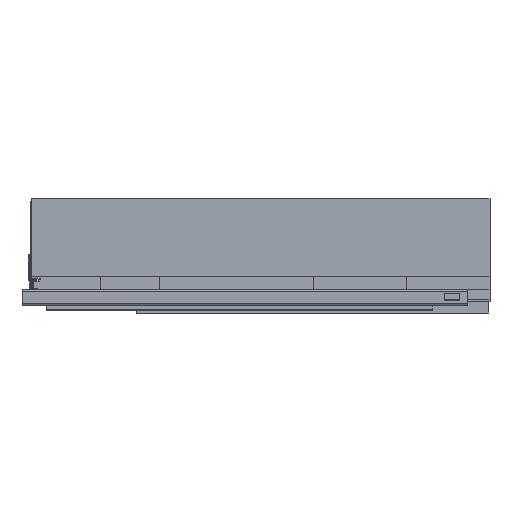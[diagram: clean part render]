
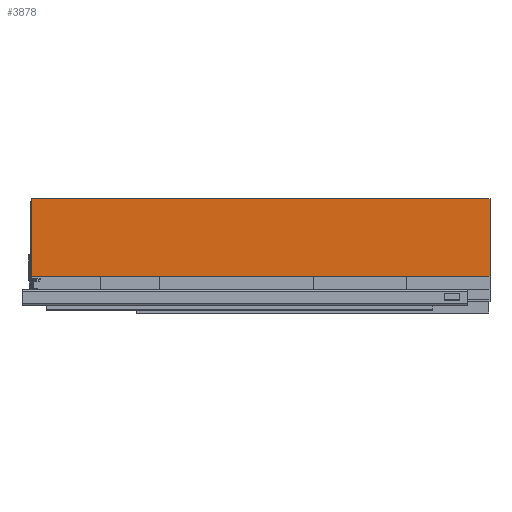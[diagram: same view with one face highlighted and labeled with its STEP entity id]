
A CAD part, top view. The second image highlights one B-rep face of the part: STEP entity #3878.
In plain terms, the highlighted planar face has unit normal (0, 0, 1).
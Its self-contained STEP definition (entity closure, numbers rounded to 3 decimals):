
#186 = LINE ( 'NONE', #9529, #4642 ) ;
#403 = VERTEX_POINT ( 'NONE', #2698 ) ;
#419 = LINE ( 'NONE', #1292, #4843 ) ;
#1203 = CARTESIAN_POINT ( 'NONE',  ( 0., 121., 13.5 ) ) ;
#1292 = CARTESIAN_POINT ( 'NONE',  ( -540., 121., 13.5 ) ) ;
#1495 = EDGE_CURVE ( 'NONE', #7470, #403, #5964, .T. ) ;
#1940 = CARTESIAN_POINT ( 'NONE',  ( 0., 121., 13.5 ) ) ;
#2301 = EDGE_CURVE ( 'NONE', #9865, #7470, #419, .T. ) ;
#2381 = EDGE_LOOP ( 'NONE', ( #3075, #9615, #4759, #8412 ) ) ;
#2453 = DIRECTION ( 'NONE',  ( 1., 0., 0. ) ) ;
#2698 = CARTESIAN_POINT ( 'NONE',  ( 0., 30., 13.5 ) ) ;
#3035 = CARTESIAN_POINT ( 'NONE',  ( -540., 121., 13.5 ) ) ;
#3075 = ORIENTED_EDGE ( 'NONE', *, *, #1495, .F. ) ;
#3579 = EDGE_CURVE ( 'NONE', #9865, #5364, #5581, .T. ) ;
#3878 = ADVANCED_FACE ( 'NONE', ( #6270 ), #4050, .T. ) ;
#4050 = PLANE ( 'NONE',  #7710 ) ;
#4642 = VECTOR ( 'NONE', #2453, 1000. ) ;
#4718 = DIRECTION ( 'NONE',  ( 0., 0., 1. ) ) ;
#4759 = ORIENTED_EDGE ( 'NONE', *, *, #3579, .T. ) ;
#4843 = VECTOR ( 'NONE', #8476, 1000. ) ;
#5364 = VERTEX_POINT ( 'NONE', #9926 ) ;
#5496 = CARTESIAN_POINT ( 'NONE',  ( -540., 121., 13.5 ) ) ;
#5581 = LINE ( 'NONE', #10184, #10175 ) ;
#5964 = LINE ( 'NONE', #1203, #6540 ) ;
#6270 = FACE_OUTER_BOUND ( 'NONE', #2381, .T. ) ;
#6540 = VECTOR ( 'NONE', #8330, 1000. ) ;
#7470 = VERTEX_POINT ( 'NONE', #1940 ) ;
#7710 = AXIS2_PLACEMENT_3D ( 'NONE', #5496, #4718, #10193 ) ;
#7904 = DIRECTION ( 'NONE',  ( 0., -1., 0. ) ) ;
#8330 = DIRECTION ( 'NONE',  ( 0., -1., 0. ) ) ;
#8412 = ORIENTED_EDGE ( 'NONE', *, *, #8772, .T. ) ;
#8476 = DIRECTION ( 'NONE',  ( 1., 0., 0. ) ) ;
#8772 = EDGE_CURVE ( 'NONE', #5364, #403, #186, .T. ) ;
#9529 = CARTESIAN_POINT ( 'NONE',  ( -540., 30., 13.5 ) ) ;
#9615 = ORIENTED_EDGE ( 'NONE', *, *, #2301, .F. ) ;
#9865 = VERTEX_POINT ( 'NONE', #3035 ) ;
#9926 = CARTESIAN_POINT ( 'NONE',  ( -540., 30., 13.5 ) ) ;
#10175 = VECTOR ( 'NONE', #7904, 1000. ) ;
#10184 = CARTESIAN_POINT ( 'NONE',  ( -540., 121., 13.5 ) ) ;
#10193 = DIRECTION ( 'NONE',  ( 0., -1., 0. ) ) ;
